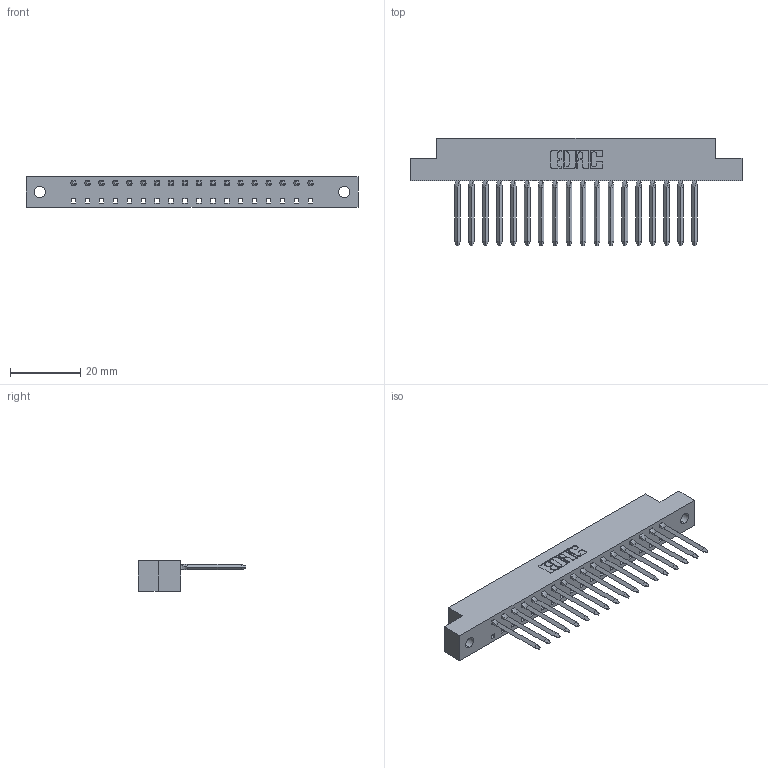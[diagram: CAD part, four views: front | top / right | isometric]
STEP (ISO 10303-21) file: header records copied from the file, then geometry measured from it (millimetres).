
FILE_DESCRIPTION (( 'STEP AP203' ), '1' );
FILE_NAME ('338-018-541-102.STEP', '2020-03-24T17:18:54', ( '' ), ( '' ), 'SwSTEP 2.0', 'SolidWorks 2016', '' );
FILE_SCHEMA (( 'CONFIG_CONTROL_DESIGN' ));
Length unit declared in the file: inch
Products named in the file (3): 338-018-541-102; 338-210-001_338-210-018-002; 338-290-001_541
Assembly tree (19 placements, depth 2):
  338-018-541-102
    338-210-001_338-210-018-002
    338-290-001_541  x18
Bounding box: 94.34 x 30.56 x 8.71 mm (x, y, z)
Volume: 6550.6 mm3; surface area: 10116.6 mm2
Topology: 19 solids, 19 shells, 1768 faces, 4877 edges, 3118 vertices
Faces by surface type: plane 1220, cylinder 476, bspline 72
Entity records: 37054 total; most frequent: CARTESIAN_POINT 7486, ORIENTED_EDGE 6252, DIRECTION 5821, EDGE_CURVE 3126, VECTOR 2307, LINE 2307, VERTEX_POINT 2030, AXIS2_PLACEMENT_3D 1757
